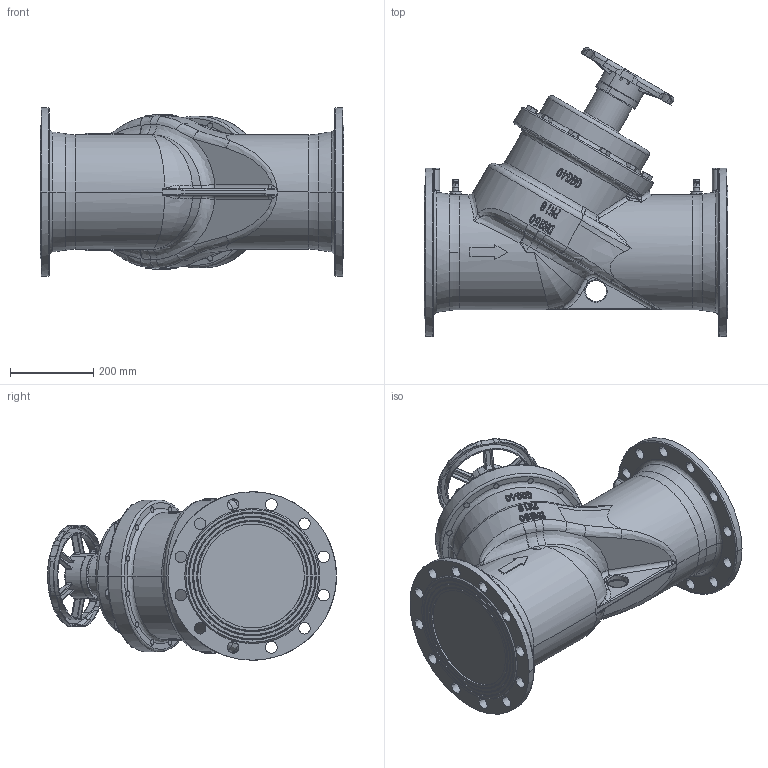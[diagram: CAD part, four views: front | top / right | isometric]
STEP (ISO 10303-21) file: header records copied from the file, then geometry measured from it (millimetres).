
FILE_DESCRIPTION(('CATIA V5 STEP Exchange','CAx-IF Rec.Pracs.--- Model Styling and Organization---1.4--- 2014-01-23','CAx-IF Rec.Pracs.---3D Tessellated Data Validation Properties---0.5---2014-09-14'),'2;1');
FILE_NAME('STEP_130253_-_TST.stp','2021-10-25T11:58:49+00:00',('none'),('none'),'CATIA Version 5-6 Release 2019 SP3','CATIA V5 STEP AP242 v1','none');
FILE_SCHEMA(('AP242_MANAGED_MODEL_BASED_3D_ENGINEERING_MIM_LF {1 0 10303 442 1 1 4}'));
Products named in the file (1): 130253 - TST
Bounding box: 730 x 694.94 x 405 mm (x, y, z)
Volume: 65061430.3 mm3; surface area: 1580906.3 mm2
Topology: 1 solids, 24 shells, 4327 faces, 12971 edges, 8748 vertices
Faces by surface type: bspline 3311, plane 436, cylinder 395, cone 156, torus 29
Entity records: 214590 total; most frequent: CARTESIAN_POINT 132506, ORIENTED_EDGE 25870, EDGE_CURVE 12935, B_SPLINE_CURVE_WITH_KNOTS 10510, VERTEX_POINT 8748, EDGE_LOOP 4507, ADVANCED_FACE 4327, FACE_OUTER_BOUND 4327
